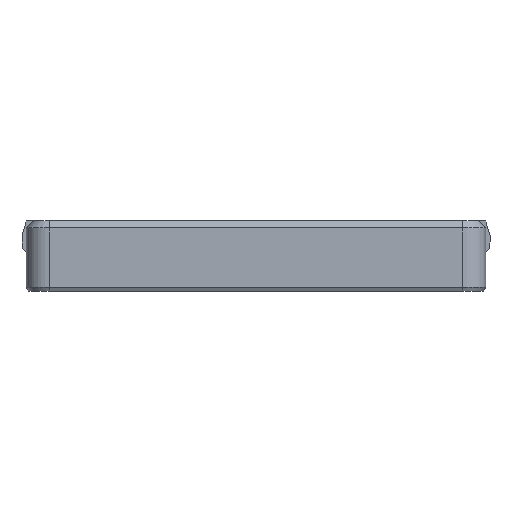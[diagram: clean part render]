
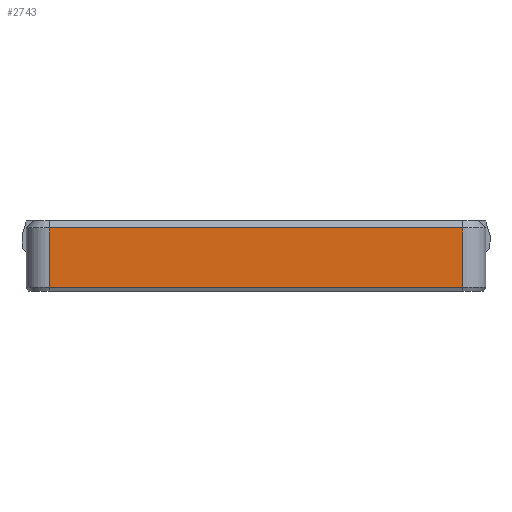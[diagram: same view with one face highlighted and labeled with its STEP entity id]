
A CAD part, left-side view. The second image highlights one B-rep face of the part: STEP entity #2743.
In plain terms, the highlighted face is planar.
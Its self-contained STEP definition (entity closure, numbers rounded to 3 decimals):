
#221 = VERTEX_POINT ( 'NONE', #747 ) ;
#276 = VECTOR ( 'NONE', #2564, 1000. ) ;
#382 = EDGE_CURVE ( 'NONE', #221, #1020, #1690, .T. ) ;
#465 = DIRECTION ( 'NONE',  ( 0., 0., 1. ) ) ;
#488 = DIRECTION ( 'NONE',  ( -1., 0., 0. ) ) ;
#490 = VERTEX_POINT ( 'NONE', #1865 ) ;
#506 = EDGE_CURVE ( 'NONE', #2317, #490, #1035, .T. ) ;
#552 = AXIS2_PLACEMENT_3D ( 'NONE', #1397, #488, #465 ) ;
#747 = CARTESIAN_POINT ( 'NONE',  ( 28.15, 1.48, -29.5 ) ) ;
#881 = CARTESIAN_POINT ( 'NONE',  ( 28.15, -7., -29.5 ) ) ;
#913 = CARTESIAN_POINT ( 'NONE',  ( 28.15, 1.48, 29.5 ) ) ;
#943 = FACE_OUTER_BOUND ( 'NONE', #1123, .T. ) ;
#1020 = VERTEX_POINT ( 'NONE', #881 ) ;
#1035 = LINE ( 'NONE', #2814, #2996 ) ;
#1118 = ORIENTED_EDGE ( 'NONE', *, *, #1970, .T. ) ;
#1123 = EDGE_LOOP ( 'NONE', ( #1680, #1519, #1670, #1118 ) ) ;
#1157 = EDGE_CURVE ( 'NONE', #490, #1020, #2438, .T. ) ;
#1292 = VECTOR ( 'NONE', #2504, 1000. ) ;
#1305 = CARTESIAN_POINT ( 'NONE',  ( 28.15, 1.48, 29.5 ) ) ;
#1397 = CARTESIAN_POINT ( 'NONE',  ( 28.15, 2., -29.5 ) ) ;
#1519 = ORIENTED_EDGE ( 'NONE', *, *, #1157, .T. ) ;
#1640 = CARTESIAN_POINT ( 'NONE',  ( 28.15, -7., -29.5 ) ) ;
#1670 = ORIENTED_EDGE ( 'NONE', *, *, #382, .F. ) ;
#1680 = ORIENTED_EDGE ( 'NONE', *, *, #506, .T. ) ;
#1690 = LINE ( 'NONE', #2025, #1292 ) ;
#1865 = CARTESIAN_POINT ( 'NONE',  ( 28.15, -7., 29.5 ) ) ;
#1970 = EDGE_CURVE ( 'NONE', #221, #2317, #2065, .T. ) ;
#2025 = CARTESIAN_POINT ( 'NONE',  ( 28.15, 2., -29.5 ) ) ;
#2065 = LINE ( 'NONE', #913, #276 ) ;
#2105 = DIRECTION ( 'NONE',  ( 0., -1., 0. ) ) ;
#2317 = VERTEX_POINT ( 'NONE', #1305 ) ;
#2438 = LINE ( 'NONE', #1640, #2886 ) ;
#2504 = DIRECTION ( 'NONE',  ( 0., -1., 0. ) ) ;
#2564 = DIRECTION ( 'NONE',  ( 0., 0., 1. ) ) ;
#2743 = ADVANCED_FACE ( 'NONE', ( #943 ), #2827, .F. ) ;
#2814 = CARTESIAN_POINT ( 'NONE',  ( 28.15, 2., 29.5 ) ) ;
#2820 = DIRECTION ( 'NONE',  ( 0., 0., -1. ) ) ;
#2827 = PLANE ( 'NONE',  #552 ) ;
#2886 = VECTOR ( 'NONE', #2820, 1000. ) ;
#2996 = VECTOR ( 'NONE', #2105, 1000. ) ;
